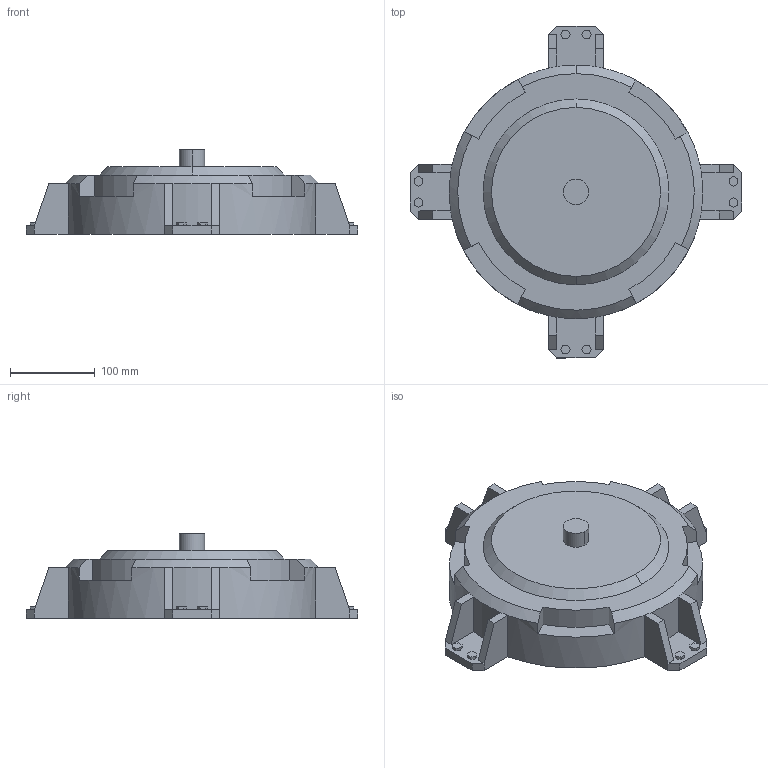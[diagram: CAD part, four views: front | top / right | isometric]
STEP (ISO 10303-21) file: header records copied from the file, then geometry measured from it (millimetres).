
FILE_DESCRIPTION (( 'STEP AP203' ), '1' );
FILE_NAME ('Part1_Default_sldprt.STEP', '2025-06-05T12:04:58', ( '' ), ( '' ), 'SwSTEP 2.0', 'SolidWorks 2020', '' );
FILE_SCHEMA (( 'CONFIG_CONTROL_DESIGN' ));
Length unit declared in the file: millimetre
Products named in the file (1): Part1_Default_sldprt
Bounding box: 392.87 x 392.87 x 100 mm (x, y, z)
Volume: 5370002 mm3; surface area: 262354.2 mm2
Topology: 1 solids, 1 shells, 142 faces, 365 edges, 235 vertices
Faces by surface type: plane 120, cylinder 15, cone 7
Entity records: 4327 total; most frequent: CARTESIAN_POINT 761, ORIENTED_EDGE 730, DIRECTION 700, EDGE_CURVE 365, VECTOR 304, LINE 304, VERTEX_POINT 235, AXIS2_PLACEMENT_3D 198
